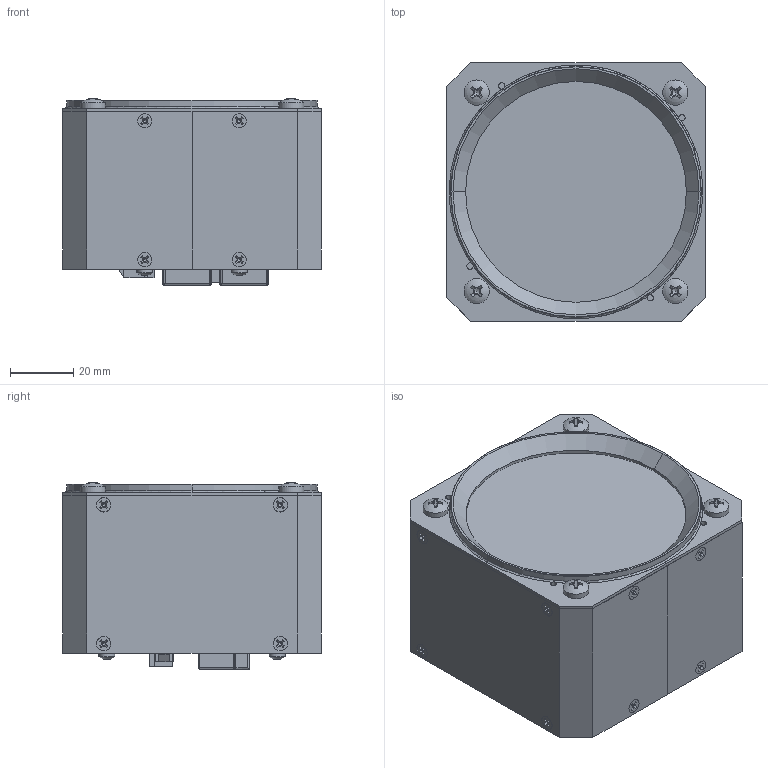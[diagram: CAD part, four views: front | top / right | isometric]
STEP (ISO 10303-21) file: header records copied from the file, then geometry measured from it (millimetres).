
FILE_DESCRIPTION(('FreeCAD Model'),'2;1');
FILE_NAME('RPM Indicator.step','2020-04-01T14:30:46',('Author'),(''), 'Open CASCADE STEP processor 7.3','FreeCAD','Unknown');
FILE_SCHEMA(('AUTOMOTIVE_DESIGN { 1 0 10303 214 1 1 1 1 }'));
Length unit declared in the file: millimetre
Products named in the file (54): Assembly; Assem004; 691325110006; 6913231100xx_PIN001; 6913231100xx_PIN; 6913231100xx_INSERT001; 6913231100xx_INSERT; M4x6-Screw003; M2.5x4-Screw; M2.5x4-Screw001; M2.5x4-Screw002; M2.5x4-Screw003; M2.5x3-Screw; M2.5x3-Screw009; M2.5x3-Screw010; M2.5x3-Screw011; M2.5x3-Screw012; M2.5x3-Screw016; M2.5x3-Screw017; M2.5x3-Screw015; M2.5x3-Screw025; M2.5x3-Screw024; M2.5x3-Screw023; M2.5x3-Screw022; M2.5x3-Screw021; M2.5x3-Screw020; M2.5x3-Screw019; M2.5x3-Screw018; Assem1; use; use_Pin; Pin_short001; Pin_short; Pin_long001; Pin_long; Assem002; use001; use_Pin001; Pin_short003; Pin_short002 ...
Assembly tree (72 placements, depth 4):
  Assembly
    Assem004
      691325110006
      6913231100xx_PIN001
        6913231100xx_PIN  x6
      6913231100xx_INSERT001
        6913231100xx_INSERT  x2
    M4x6-Screw003
    M2.5x4-Screw
    M2.5x4-Screw001
    M2.5x4-Screw002
    M2.5x4-Screw003
    M2.5x3-Screw
    M2.5x3-Screw009
    M2.5x3-Screw010
    M2.5x3-Screw011
    M2.5x3-Screw012
    M2.5x3-Screw016
    M2.5x3-Screw017
    M2.5x3-Screw015
    M2.5x3-Screw025
    M2.5x3-Screw024
    M2.5x3-Screw023
    M2.5x3-Screw022
    M2.5x3-Screw021
    M2.5x3-Screw020
    M2.5x3-Screw019
    M2.5x3-Screw018
    Assem1
  use
  use_Pin
      Pin_short001
        Pin_short  x4
      Pin_long001
        Pin_long  x4
    Assem002
  use001
  use_Pin001
      Pin_short003
        Pin_short002  x4
      Pin_long003
        Pin_long002  x4
    Assem003
      64900221122
      6490xx21122_PIN001
        6490xx21122_PIN  x2
    Body
    M4x6-Screw
    M4x6-Screw001
    M4x6-Screw002
    INDU80_ALTIMETER_PLASC001
    INDU_80_MASKA
    INDU_80_ZADNJA_STENA
    INDU80_ALTIMETER_PLASC
Bounding box: 82 x 82 x 59.17 mm (x, y, z)
Volume: 87414.4 mm3; surface area: 82608.5 mm2
Topology: 61 solids, 61 shells, 2919 faces, 7993 edges, 5193 vertices
Faces by surface type: plane 2197, cylinder 446, cone 204, torus 32, revolution 24, sphere 16
Full cylindrical faces by diameter (mm): 0.9 x4, 1.8 x6, 2.121 x4, 2.5 x36, 4 x4, 4.5 x16, 5 x4, 8 x4, 75.956 x1
Entity records: 83912 total; most frequent: CARTESIAN_POINT 14621, ORIENTED_EDGE 13714, DIRECTION 13686, EDGE_CURVE 6857, LINE 4992, VECTOR 4992, VERTEX_POINT 4470, AXIS2_PLACEMENT_3D 4335
